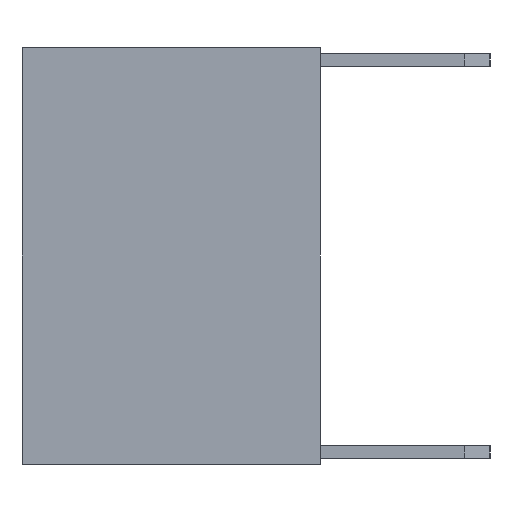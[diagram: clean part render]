
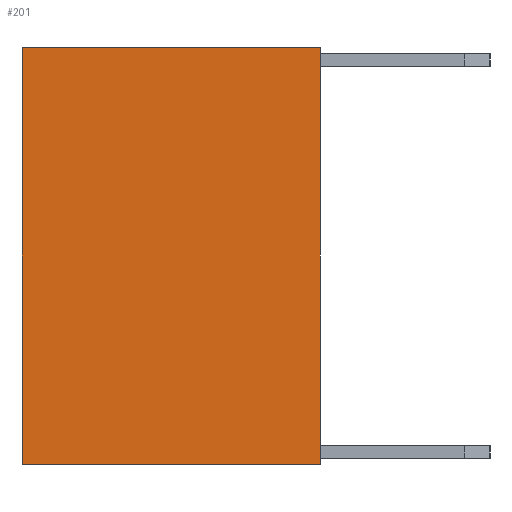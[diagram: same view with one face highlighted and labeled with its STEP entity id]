
A CAD part, left-side view. The second image highlights one B-rep face of the part: STEP entity #201.
In plain terms, the highlighted planar face has unit normal (-1, 0, 0).
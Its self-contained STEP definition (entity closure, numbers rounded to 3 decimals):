
#201=ADVANCED_FACE('',(#2589),#1395,.T.);
#1395=PLANE('',#21546);
#2589=FACE_OUTER_BOUND('',#3849,.T.);
#3849=EDGE_LOOP('',(#5610,#5611,#5612,#5613));
#5610=ORIENTED_EDGE('',*,*,#12892,.T.);
#5611=ORIENTED_EDGE('',*,*,#13164,.T.);
#5612=ORIENTED_EDGE('',*,*,#13264,.F.);
#5613=ORIENTED_EDGE('',*,*,#13265,.T.);
#11036=VERTEX_POINT('',#28304);
#11037=VERTEX_POINT('',#28306);
#11307=VERTEX_POINT('',#28848);
#11374=VERTEX_POINT('',#29018);
#12892=EDGE_CURVE('',#11037,#11036,#15808,.T.);
#13164=EDGE_CURVE('',#11036,#11307,#16080,.T.);
#13264=EDGE_CURVE('',#11374,#11307,#16180,.T.);
#13265=EDGE_CURVE('',#11374,#11037,#16181,.T.);
#15808=LINE('',#28305,#18724);
#16080=LINE('',#28849,#18996);
#16180=LINE('',#29017,#19096);
#16181=LINE('',#29019,#19097);
#18724=VECTOR('',#22901,1.);
#18996=VECTOR('',#23175,1.);
#19096=VECTOR('',#23279,1.);
#19097=VECTOR('',#23280,1.);
#21546=AXIS2_PLACEMENT_3D('',#29020,#23281,#23282);
#22901=DIRECTION('',(0.,0.,1.));
#23175=DIRECTION('',(0.,1.,0.));
#23279=DIRECTION('',(0.,0.,1.));
#23280=DIRECTION('',(0.,-1.,0.));
#23281=DIRECTION('',(-1.,0.,0.));
#23282=DIRECTION('',(0.,0.,1.));
#28304=CARTESIAN_POINT('',(0.,0.,8.1));
#28305=CARTESIAN_POINT('',(0.,0.,0.));
#28306=CARTESIAN_POINT('',(0.,0.,0.));
#28848=CARTESIAN_POINT('',(0.,5.8,8.1));
#28849=CARTESIAN_POINT('',(0.,2.9,8.1));
#29017=CARTESIAN_POINT('',(0.,5.8,0.));
#29018=CARTESIAN_POINT('',(0.,5.8,0.));
#29019=CARTESIAN_POINT('',(0.,2.9,0.));
#29020=CARTESIAN_POINT('',(0.,2.9,0.));
